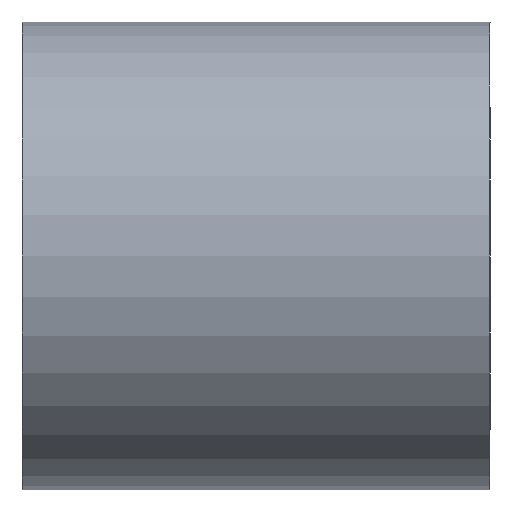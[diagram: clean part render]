
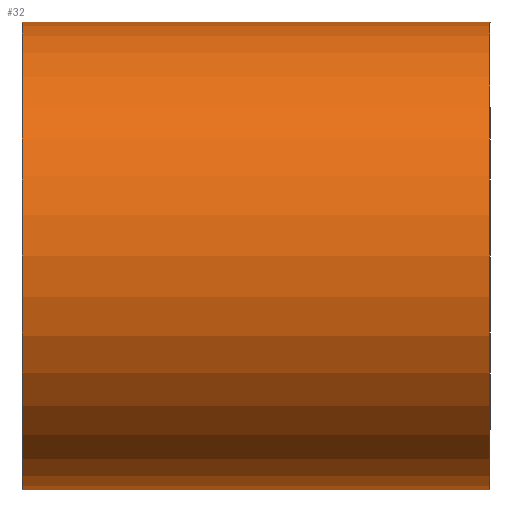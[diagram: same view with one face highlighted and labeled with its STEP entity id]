
A CAD part, left-side view. The second image highlights one B-rep face of the part: STEP entity #32.
In plain terms, the highlighted cylindrical face has radius 3 mm (diameter 6 mm), a partial arc.
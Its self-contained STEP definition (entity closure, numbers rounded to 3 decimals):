
#32 = ADVANCED_FACE( '', ( #62 ), #63, .T. );
#62 = FACE_OUTER_BOUND( '', #87, .T. );
#63 = CYLINDRICAL_SURFACE( '', #88, 3. );
#87 = EDGE_LOOP( '', ( #111, #112, #113, #114 ) );
#88 = AXIS2_PLACEMENT_3D( '', #115, #116, #117 );
#111 = ORIENTED_EDGE( '', *, *, #151, .T. );
#112 = ORIENTED_EDGE( '', *, *, #156, .F. );
#113 = ORIENTED_EDGE( '', *, *, #157, .F. );
#114 = ORIENTED_EDGE( '', *, *, #158, .T. );
#115 = CARTESIAN_POINT( '', ( -3., 3., 0. ) );
#116 = DIRECTION( '', ( 0., 1., 0. ) );
#117 = DIRECTION( '', ( 0., 0., -1. ) );
#151 = EDGE_CURVE( '', #169, #170, #171, .T. );
#156 = EDGE_CURVE( '', #178, #170, #179, .T. );
#157 = EDGE_CURVE( '', #180, #178, #181, .T. );
#158 = EDGE_CURVE( '', #180, #169, #182, .T. );
#169 = VERTEX_POINT( '', #195 );
#170 = VERTEX_POINT( '', #196 );
#171 = CIRCLE( '', #197, 3. );
#178 = VERTEX_POINT( '', #206 );
#179 = LINE( '', #207, #208 );
#180 = VERTEX_POINT( '', #209 );
#181 = CIRCLE( '', #210, 3. );
#182 = LINE( '', #211, #212 );
#195 = CARTESIAN_POINT( '', ( -3., -3., -3. ) );
#196 = CARTESIAN_POINT( '', ( -3., -3., 3. ) );
#197 = AXIS2_PLACEMENT_3D( '', #228, #229, #230 );
#206 = CARTESIAN_POINT( '', ( -3., 3., 3. ) );
#207 = CARTESIAN_POINT( '', ( -3., 3., 3. ) );
#208 = VECTOR( '', #236, 1000. );
#209 = CARTESIAN_POINT( '', ( -3., 3., -3. ) );
#210 = AXIS2_PLACEMENT_3D( '', #237, #238, #239 );
#211 = CARTESIAN_POINT( '', ( -3., 3., -3. ) );
#212 = VECTOR( '', #240, 1000. );
#228 = CARTESIAN_POINT( '', ( -3., -3., 0. ) );
#229 = DIRECTION( '', ( 0., 1., 0. ) );
#230 = DIRECTION( '', ( 1., 0., 0. ) );
#236 = DIRECTION( '', ( 0., -1., 0. ) );
#237 = CARTESIAN_POINT( '', ( -3., 3., 0. ) );
#238 = DIRECTION( '', ( 0., 1., 0. ) );
#239 = DIRECTION( '', ( 1., 0., 0. ) );
#240 = DIRECTION( '', ( 0., -1., 0. ) );
